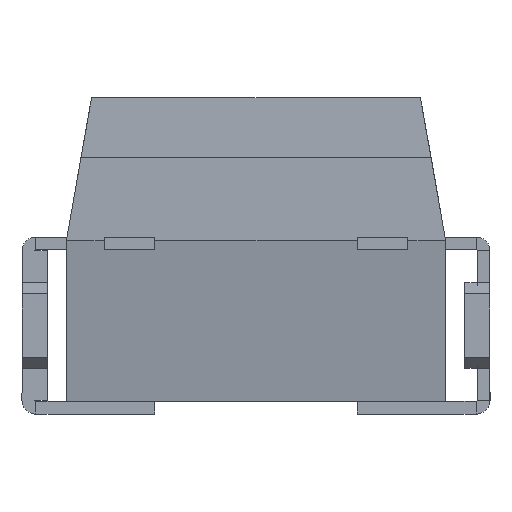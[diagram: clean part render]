
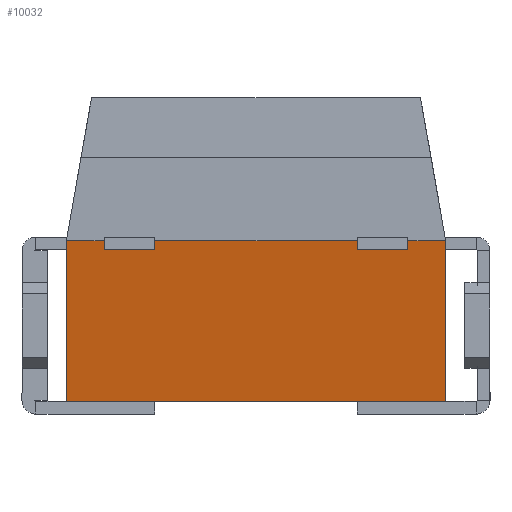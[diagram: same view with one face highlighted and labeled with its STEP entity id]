
A CAD part, left-side view. The second image highlights one B-rep face of the part: STEP entity #10032.
In plain terms, the highlighted planar face has unit normal (-0.985, 0, -0.174).
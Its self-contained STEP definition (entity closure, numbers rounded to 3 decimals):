
#181 = CARTESIAN_POINT ( 'NONE',  ( -4.1, 1.2, 0.07 ) ) ;
#322 = LINE ( 'NONE', #11366, #14368 ) ;
#600 = ORIENTED_EDGE ( 'NONE', *, *, #7724, .F. ) ;
#743 = VERTEX_POINT ( 'NONE', #7486 ) ;
#1083 = CARTESIAN_POINT ( 'NONE',  ( -4.088, 1.5, 0. ) ) ;
#1090 = DIRECTION ( 'NONE',  ( 0., -1., 0. ) ) ;
#1468 = VERTEX_POINT ( 'NONE', #2247 ) ;
#1646 = CARTESIAN_POINT ( 'NONE',  ( -4.1, -1.2, 0.07 ) ) ;
#1679 = EDGE_CURVE ( 'NONE', #5202, #3765, #9563, .T. ) ;
#1773 = LINE ( 'NONE', #10933, #17951 ) ;
#1841 = VECTOR ( 'NONE', #7264, 1000. ) ;
#1870 = ORIENTED_EDGE ( 'NONE', *, *, #9762, .F. ) ;
#2050 = ORIENTED_EDGE ( 'NONE', *, *, #13460, .F. ) ;
#2173 = VECTOR ( 'NONE', #19658, 1000. ) ;
#2187 = CARTESIAN_POINT ( 'NONE',  ( -3.876, 1.5, -1.2 ) ) ;
#2247 = CARTESIAN_POINT ( 'NONE',  ( -4.099, 1.5, 0.066 ) ) ;
#2645 = EDGE_CURVE ( 'NONE', #8274, #12574, #18516, .T. ) ;
#2721 = ORIENTED_EDGE ( 'NONE', *, *, #13570, .T. ) ;
#2725 = CARTESIAN_POINT ( 'NONE',  ( -4.088, -1.2, 0. ) ) ;
#3765 = VERTEX_POINT ( 'NONE', #19617 ) ;
#4007 = VECTOR ( 'NONE', #17176, 1000. ) ;
#4024 = ORIENTED_EDGE ( 'NONE', *, *, #5367, .F. ) ;
#4163 = ORIENTED_EDGE ( 'NONE', *, *, #16708, .F. ) ;
#4989 = DIRECTION ( 'NONE',  ( 0., -1., 0. ) ) ;
#5202 = VERTEX_POINT ( 'NONE', #14353 ) ;
#5367 = EDGE_CURVE ( 'NONE', #16727, #14234, #18307, .T. ) ;
#5587 = VERTEX_POINT ( 'NONE', #2725 ) ;
#5896 = VERTEX_POINT ( 'NONE', #2187 ) ;
#5901 = CARTESIAN_POINT ( 'NONE',  ( -4.1, -1.499, 0.07 ) ) ;
#6067 = EDGE_CURVE ( 'NONE', #743, #8274, #6203, .T. ) ;
#6112 = LINE ( 'NONE', #18409, #4007 ) ;
#6149 = LINE ( 'NONE', #15306, #17990 ) ;
#6203 = LINE ( 'NONE', #7732, #19266 ) ;
#6794 = CARTESIAN_POINT ( 'NONE',  ( -3.876, -1.5, -1.2 ) ) ;
#6925 = CARTESIAN_POINT ( 'NONE',  ( -4.1, 1.2, 0.07 ) ) ;
#7187 = VECTOR ( 'NONE', #11119, 1000. ) ;
#7264 = DIRECTION ( 'NONE',  ( 0.174, 0., -0.985 ) ) ;
#7374 = LINE ( 'NONE', #18246, #17941 ) ;
#7424 = DIRECTION ( 'NONE',  ( 0.171, -0.171, -0.97 ) ) ;
#7486 = CARTESIAN_POINT ( 'NONE',  ( -4.1, 1.499, 0.07 ) ) ;
#7724 = EDGE_CURVE ( 'NONE', #16932, #5896, #6112, .T. ) ;
#7732 = CARTESIAN_POINT ( 'NONE',  ( -4.1, -1.5, 0.07 ) ) ;
#7795 = VERTEX_POINT ( 'NONE', #11229 ) ;
#8274 = VERTEX_POINT ( 'NONE', #6925 ) ;
#8883 = VECTOR ( 'NONE', #12585, 1000. ) ;
#9269 = ORIENTED_EDGE ( 'NONE', *, *, #2645, .F. ) ;
#9309 = ORIENTED_EDGE ( 'NONE', *, *, #13725, .F. ) ;
#9563 = LINE ( 'NONE', #14400, #12509 ) ;
#9762 = EDGE_CURVE ( 'NONE', #5202, #9846, #1773, .T. ) ;
#9846 = VERTEX_POINT ( 'NONE', #17183 ) ;
#10032 = ADVANCED_FACE ( 'NONE', ( #15356 ), #19711, .T. ) ;
#10326 = DIRECTION ( 'NONE',  ( -0.985, 0., -0.174 ) ) ;
#10331 = DIRECTION ( 'NONE',  ( 0., -1., 0. ) ) ;
#10531 = LINE ( 'NONE', #19723, #13492 ) ;
#10933 = CARTESIAN_POINT ( 'NONE',  ( -4.1, -1.5, 0.07 ) ) ;
#11119 = DIRECTION ( 'NONE',  ( 0.174, 0., -0.985 ) ) ;
#11149 = EDGE_CURVE ( 'NONE', #7795, #5587, #18873, .T. ) ;
#11188 = CARTESIAN_POINT ( 'NONE',  ( -4.088, -0.8, 0. ) ) ;
#11229 = CARTESIAN_POINT ( 'NONE',  ( -4.1, -1.2, 0.07 ) ) ;
#11366 = CARTESIAN_POINT ( 'NONE',  ( -4.173, 1.426, 0.486 ) ) ;
#11532 = AXIS2_PLACEMENT_3D ( 'NONE', #17988, #10326, #19613 ) ;
#12256 = CARTESIAN_POINT ( 'NONE',  ( -4.1, -0.8, 0.07 ) ) ;
#12267 = DIRECTION ( 'NONE',  ( -0.174, 0., 0.985 ) ) ;
#12427 = VECTOR ( 'NONE', #7424, 1000. ) ;
#12509 = VECTOR ( 'NONE', #18767, 1000. ) ;
#12574 = VERTEX_POINT ( 'NONE', #12683 ) ;
#12585 = DIRECTION ( 'NONE',  ( 0.174, 0., -0.985 ) ) ;
#12683 = CARTESIAN_POINT ( 'NONE',  ( -4.088, 1.2, 0. ) ) ;
#12860 = ORIENTED_EDGE ( 'NONE', *, *, #11149, .T. ) ;
#12908 = VECTOR ( 'NONE', #10331, 1000. ) ;
#12994 = LINE ( 'NONE', #16426, #1841 ) ;
#13460 = EDGE_CURVE ( 'NONE', #14234, #16932, #12994, .T. ) ;
#13492 = VECTOR ( 'NONE', #1090, 1000. ) ;
#13570 = EDGE_CURVE ( 'NONE', #3765, #12574, #7374, .T. ) ;
#13607 = EDGE_CURVE ( 'NONE', #1468, #743, #322, .T. ) ;
#13725 = EDGE_CURVE ( 'NONE', #9846, #15125, #16198, .T. ) ;
#13857 = DIRECTION ( 'NONE',  ( 0., -1., 0. ) ) ;
#13895 = DIRECTION ( 'NONE',  ( 0., 1., 0. ) ) ;
#14234 = VERTEX_POINT ( 'NONE', #17854 ) ;
#14353 = CARTESIAN_POINT ( 'NONE',  ( -4.1, 0.8, 0.07 ) ) ;
#14368 = VECTOR ( 'NONE', #15803, 1000. ) ;
#14400 = CARTESIAN_POINT ( 'NONE',  ( -4.1, 0.8, 0.07 ) ) ;
#14858 = LINE ( 'NONE', #1083, #12908 ) ;
#15039 = ORIENTED_EDGE ( 'NONE', *, *, #6067, .F. ) ;
#15125 = VERTEX_POINT ( 'NONE', #11188 ) ;
#15147 = ORIENTED_EDGE ( 'NONE', *, *, #15481, .F. ) ;
#15306 = CARTESIAN_POINT ( 'NONE',  ( -3.883, 1.5, -1.162 ) ) ;
#15356 = FACE_OUTER_BOUND ( 'NONE', #19948, .T. ) ;
#15367 = CARTESIAN_POINT ( 'NONE',  ( -4.173, -1.426, 0.486 ) ) ;
#15481 = EDGE_CURVE ( 'NONE', #5896, #1468, #6149, .T. ) ;
#15803 = DIRECTION ( 'NONE',  ( -0.171, -0.171, 0.97 ) ) ;
#15862 = ORIENTED_EDGE ( 'NONE', *, *, #18663, .F. ) ;
#16198 = LINE ( 'NONE', #12256, #2173 ) ;
#16426 = CARTESIAN_POINT ( 'NONE',  ( -3.883, -1.5, -1.162 ) ) ;
#16483 = ORIENTED_EDGE ( 'NONE', *, *, #13607, .F. ) ;
#16708 = EDGE_CURVE ( 'NONE', #7795, #16727, #10531, .T. ) ;
#16727 = VERTEX_POINT ( 'NONE', #5901 ) ;
#16932 = VERTEX_POINT ( 'NONE', #6794 ) ;
#17176 = DIRECTION ( 'NONE',  ( 0., 1., 0. ) ) ;
#17183 = CARTESIAN_POINT ( 'NONE',  ( -4.1, -0.8, 0.07 ) ) ;
#17854 = CARTESIAN_POINT ( 'NONE',  ( -4.099, -1.5, 0.066 ) ) ;
#17941 = VECTOR ( 'NONE', #13895, 1000. ) ;
#17951 = VECTOR ( 'NONE', #4989, 1000. ) ;
#17988 = CARTESIAN_POINT ( 'NONE',  ( -4.1, 1.5, 0.07 ) ) ;
#17990 = VECTOR ( 'NONE', #12267, 1000. ) ;
#18246 = CARTESIAN_POINT ( 'NONE',  ( -4.088, 1.5, 0. ) ) ;
#18307 = LINE ( 'NONE', #15367, #12427 ) ;
#18409 = CARTESIAN_POINT ( 'NONE',  ( -3.876, 1.5, -1.2 ) ) ;
#18516 = LINE ( 'NONE', #181, #7187 ) ;
#18663 = EDGE_CURVE ( 'NONE', #15125, #5587, #14858, .T. ) ;
#18767 = DIRECTION ( 'NONE',  ( 0.174, 0., -0.985 ) ) ;
#18873 = LINE ( 'NONE', #1646, #8883 ) ;
#19266 = VECTOR ( 'NONE', #13857, 1000. ) ;
#19613 = DIRECTION ( 'NONE',  ( 0., 1., 0. ) ) ;
#19617 = CARTESIAN_POINT ( 'NONE',  ( -4.088, 0.8, 0. ) ) ;
#19658 = DIRECTION ( 'NONE',  ( 0.174, 0., -0.985 ) ) ;
#19711 = PLANE ( 'NONE',  #11532 ) ;
#19723 = CARTESIAN_POINT ( 'NONE',  ( -4.1, -1.5, 0.07 ) ) ;
#19872 = ORIENTED_EDGE ( 'NONE', *, *, #1679, .T. ) ;
#19948 = EDGE_LOOP ( 'NONE', ( #1870, #19872, #2721, #9269, #15039, #16483, #15147, #600, #2050, #4024, #4163, #12860, #15862, #9309 ) ) ;
